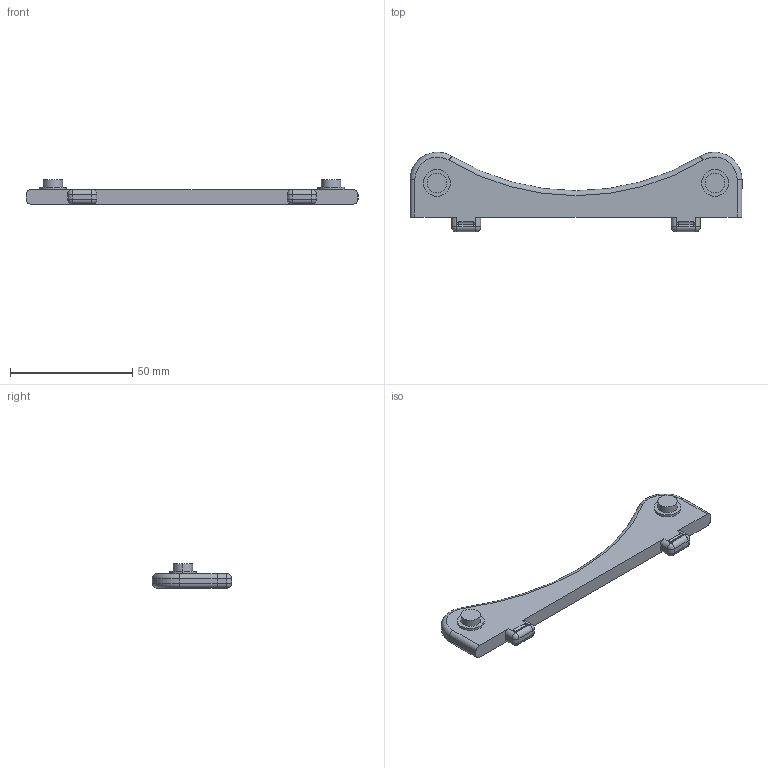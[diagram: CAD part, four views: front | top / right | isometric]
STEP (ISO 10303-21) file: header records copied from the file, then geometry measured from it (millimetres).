
FILE_DESCRIPTION (( 'STEP AP203' ), '1' );
FILE_NAME ('Spool roller - fillet removed on bottom edge v3.STEP', '2019-01-26T18:03:22', ( '' ), ( '' ), 'SwSTEP 2.0', 'SolidWorks 2018', '' );
FILE_SCHEMA (( 'CONFIG_CONTROL_DESIGN' ));
Length unit declared in the file: millimetre
Products named in the file (1): Spool roller - fillet removed on bottom edge v3
Bounding box: 136 x 32.52 x 10 mm (x, y, z)
Volume: 15375 mm3; surface area: 6983.8 mm2
Topology: 1 solids, 1 shells, 98 faces, 228 edges, 128 vertices
Faces by surface type: cylinder 39, plane 29, torus 22, sphere 8
Entity records: 2801 total; most frequent: DIRECTION 546, CARTESIAN_POINT 447, ORIENTED_EDGE 440, AXIS2_PLACEMENT_3D 227, EDGE_CURVE 220, CIRCLE 128, VERTEX_POINT 128, EDGE_LOOP 102
